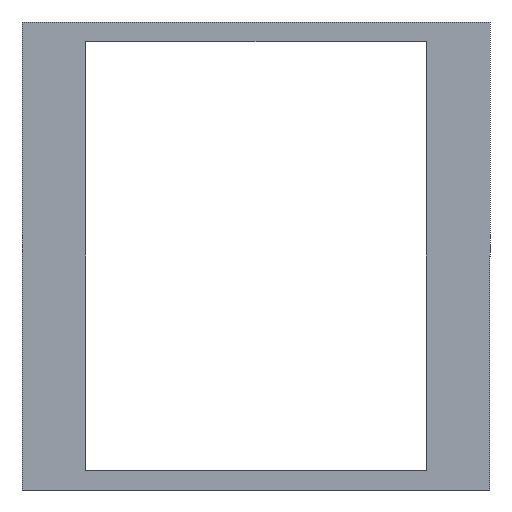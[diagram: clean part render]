
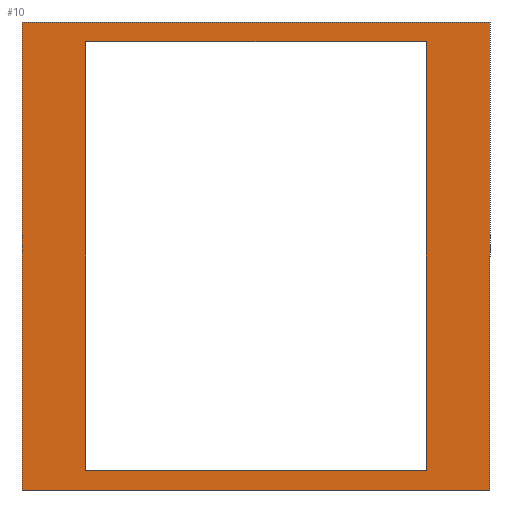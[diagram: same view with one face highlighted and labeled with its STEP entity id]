
A CAD part, front view. The second image highlights one B-rep face of the part: STEP entity #10.
In plain terms, the highlighted planar face has unit normal (0, -1, 0).
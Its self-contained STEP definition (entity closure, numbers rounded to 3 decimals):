
#6 = VECTOR ( 'NONE', #186, 1000. ) ;
#7 = LINE ( 'NONE', #125, #336 ) ;
#8 = EDGE_LOOP ( 'NONE', ( #146, #311, #68, #75 ) ) ;
#10 = ADVANCED_FACE ( 'NONE', ( #42, #39 ), #202, .F. ) ;
#16 = ORIENTED_EDGE ( 'NONE', *, *, #136, .F. ) ;
#24 = EDGE_LOOP ( 'NONE', ( #257, #16, #294, #249 ) ) ;
#29 = DIRECTION ( 'NONE',  ( 0., 0., -1. ) ) ;
#39 = FACE_OUTER_BOUND ( 'NONE', #8, .T. ) ;
#41 = DIRECTION ( 'NONE',  ( 0., 0., 1. ) ) ;
#42 = FACE_BOUND ( 'NONE', #24, .T. ) ;
#45 = VECTOR ( 'NONE', #41, 1000. ) ;
#47 = CARTESIAN_POINT ( 'NONE',  ( 141., -4., 141. ) ) ;
#53 = VERTEX_POINT ( 'NONE', #253 ) ;
#56 = DIRECTION ( 'NONE',  ( -1., 0., 0. ) ) ;
#62 = VERTEX_POINT ( 'NONE', #47 ) ;
#68 = ORIENTED_EDGE ( 'NONE', *, *, #303, .F. ) ;
#73 = DIRECTION ( 'NONE',  ( 0., 0., -1. ) ) ;
#75 = ORIENTED_EDGE ( 'NONE', *, *, #154, .F. ) ;
#79 = VECTOR ( 'NONE', #331, 1000. ) ;
#85 = EDGE_CURVE ( 'NONE', #230, #243, #240, .T. ) ;
#96 = VECTOR ( 'NONE', #29, 1000. ) ;
#99 = EDGE_CURVE ( 'NONE', #258, #176, #7, .T. ) ;
#102 = VECTOR ( 'NONE', #192, 1000. ) ;
#119 = LINE ( 'NONE', #223, #45 ) ;
#121 = EDGE_CURVE ( 'NONE', #254, #269, #119, .T. ) ;
#125 = CARTESIAN_POINT ( 'NONE',  ( -102.5, -4., -129.1 ) ) ;
#135 = CARTESIAN_POINT ( 'NONE',  ( -141., -4., -141. ) ) ;
#136 = EDGE_CURVE ( 'NONE', #176, #254, #246, .T. ) ;
#141 = CARTESIAN_POINT ( 'NONE',  ( 102.5, -4., 129.1 ) ) ;
#146 = ORIENTED_EDGE ( 'NONE', *, *, #85, .F. ) ;
#154 = EDGE_CURVE ( 'NONE', #243, #62, #239, .T. ) ;
#157 = CARTESIAN_POINT ( 'NONE',  ( -141., -4., 141. ) ) ;
#158 = LINE ( 'NONE', #135, #6 ) ;
#169 = LINE ( 'NONE', #241, #96 ) ;
#175 = CARTESIAN_POINT ( 'NONE',  ( -141., -4., 141. ) ) ;
#176 = VERTEX_POINT ( 'NONE', #290 ) ;
#179 = VECTOR ( 'NONE', #326, 1000. ) ;
#185 = CARTESIAN_POINT ( 'NONE',  ( 102.5, -4., 129.1 ) ) ;
#186 = DIRECTION ( 'NONE',  ( -1., 0., 0. ) ) ;
#188 = DIRECTION ( 'NONE',  ( 0., 0., 1. ) ) ;
#192 = DIRECTION ( 'NONE',  ( 1., 0., 0. ) ) ;
#198 = VECTOR ( 'NONE', #56, 1000. ) ;
#202 = PLANE ( 'NONE',  #231 ) ;
#204 = CARTESIAN_POINT ( 'NONE',  ( -141., -4., -141. ) ) ;
#223 = CARTESIAN_POINT ( 'NONE',  ( 102.5, -4., -129.1 ) ) ;
#230 = VERTEX_POINT ( 'NONE', #310 ) ;
#231 = AXIS2_PLACEMENT_3D ( 'NONE', #157, #334, #188 ) ;
#234 = EDGE_CURVE ( 'NONE', #53, #230, #158, .T. ) ;
#239 = LINE ( 'NONE', #175, #102 ) ;
#240 = LINE ( 'NONE', #204, #79 ) ;
#241 = CARTESIAN_POINT ( 'NONE',  ( 141., -4., -141. ) ) ;
#243 = VERTEX_POINT ( 'NONE', #338 ) ;
#246 = LINE ( 'NONE', #250, #179 ) ;
#249 = ORIENTED_EDGE ( 'NONE', *, *, #272, .F. ) ;
#250 = CARTESIAN_POINT ( 'NONE',  ( 102.5, -4., -129.1 ) ) ;
#253 = CARTESIAN_POINT ( 'NONE',  ( 141., -4., -141. ) ) ;
#254 = VERTEX_POINT ( 'NONE', #255 ) ;
#255 = CARTESIAN_POINT ( 'NONE',  ( 102.5, -4., -129.1 ) ) ;
#257 = ORIENTED_EDGE ( 'NONE', *, *, #121, .F. ) ;
#258 = VERTEX_POINT ( 'NONE', #284 ) ;
#266 = LINE ( 'NONE', #141, #198 ) ;
#269 = VERTEX_POINT ( 'NONE', #185 ) ;
#272 = EDGE_CURVE ( 'NONE', #269, #258, #266, .T. ) ;
#284 = CARTESIAN_POINT ( 'NONE',  ( -102.5, -4., 129.1 ) ) ;
#290 = CARTESIAN_POINT ( 'NONE',  ( -102.5, -4., -129.1 ) ) ;
#294 = ORIENTED_EDGE ( 'NONE', *, *, #99, .F. ) ;
#303 = EDGE_CURVE ( 'NONE', #62, #53, #169, .T. ) ;
#310 = CARTESIAN_POINT ( 'NONE',  ( -141., -4., -141. ) ) ;
#311 = ORIENTED_EDGE ( 'NONE', *, *, #234, .F. ) ;
#326 = DIRECTION ( 'NONE',  ( 1., 0., 0. ) ) ;
#331 = DIRECTION ( 'NONE',  ( 0., 0., 1. ) ) ;
#334 = DIRECTION ( 'NONE',  ( 0., 1., 0. ) ) ;
#336 = VECTOR ( 'NONE', #73, 1000. ) ;
#338 = CARTESIAN_POINT ( 'NONE',  ( -141., -4., 141. ) ) ;
